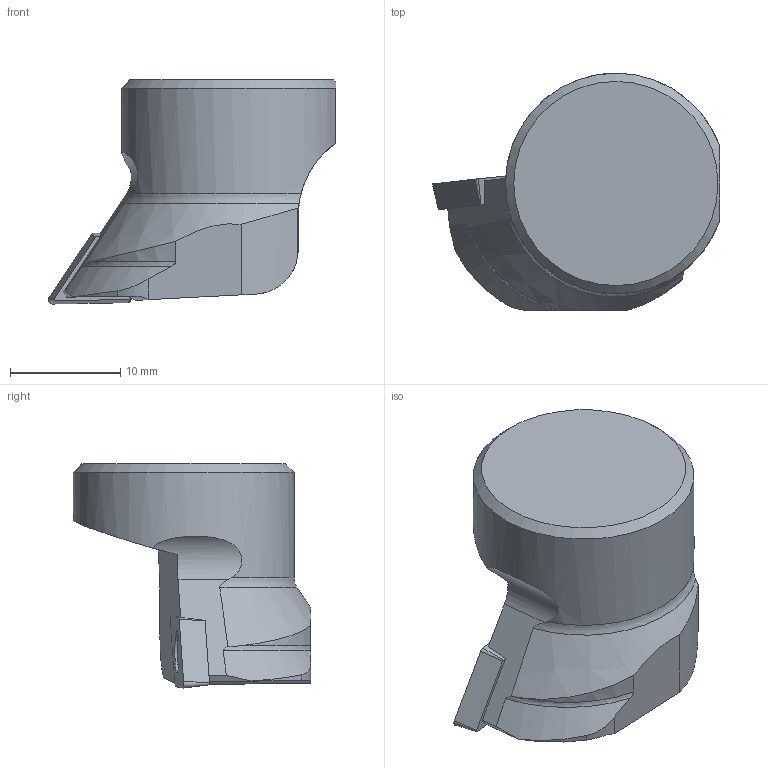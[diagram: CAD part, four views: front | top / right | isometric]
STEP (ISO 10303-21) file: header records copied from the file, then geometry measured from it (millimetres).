
FILE_DESCRIPTION(/* description */ (''),/* implementation_level */ '2;1');
FILE_NAME(/* name */ '1669040966986.stp',/* time_stamp */ '2022-11-21T19:59:49+05:00',/* author */ (''),/* organization */ ('SMS'),/* preprocessor_version */ 'ST-DEVELOPER v16.7',/* originating_system */ 'SIEMENS PLM Software NX 12.0',/* authorisation */ '');
FILE_SCHEMA (('AUTOMOTIVE_DESIGN { 1 0 10303 214 3 1 1 1 }'));
Length unit declared in the file: millimetre
Products named in the file (4): IsoTurningInsert; ASSEMBLY_CONSTRUCTION; 204422734mod000_00; 204422733mod000_00
Assembly tree (3 placements, depth 2):
  204422733mod000_00
    204422734mod000_00
    ASSEMBLY_CONSTRUCTION
    IsoTurningInsert
Bounding box: 26.02 x 21.5 x 20.3 mm (x, y, z)
Volume: 4500.6 mm3; surface area: 1944.6 mm2
Topology: 2 solids, 2 shells, 48 faces, 128 edges, 91 vertices
Faces by surface type: plane 21, cylinder 11, cone 10, torus 6
Full cylindrical faces by diameter (mm): 2.8 x2
Entity records: 1715 total; most frequent: CARTESIAN_POINT 411, DIRECTION 253, ORIENTED_EDGE 226, EDGE_CURVE 113, AXIS2_PLACEMENT_3D 103, VERTEX_POINT 79, EDGE_LOOP 60, ADVANCED_FACE 48
